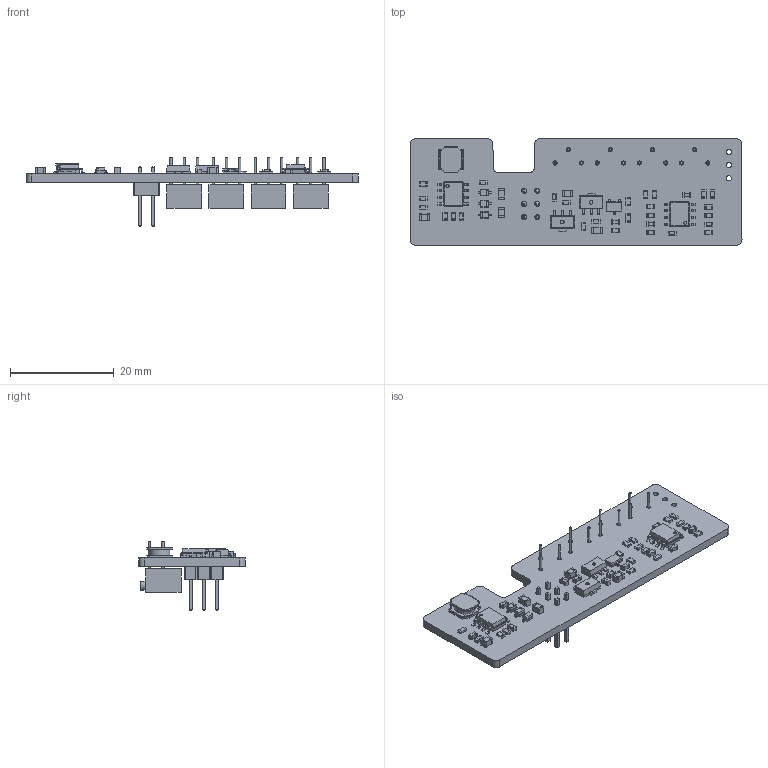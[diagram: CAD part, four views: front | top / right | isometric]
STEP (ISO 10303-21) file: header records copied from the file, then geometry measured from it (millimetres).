
FILE_DESCRIPTION(('KiCad electronic assembly'),'2;1');
FILE_NAME('ksoloti_gill_stalks_cv_expander_rev3.step', '2023-10-19T12:07:59',('Pcbnew'),('Kicad'), 'Open CASCADE STEP processor 7.6','KiCad to STEP converter','Unknown' );
FILE_SCHEMA(('AUTOMOTIVE_DESIGN { 1 0 10303 214 1 1 1 1 }'));
Length unit declared in the file: millimetre
Products named in the file (24): ksoloti_gill_stalks_cv_expander_rev3 1; C_0805_2012Metric; SOLID; R_0603_1608Metric; C_0603_1608Metric; D_SOD-323; SOIC-8-1EP_3.9x4.9mm_P1.27mm_EP2.35x2.35mm; SOT-89-3; SOIC-8_3.9x4.9mm_P1.27mm; L_5x5mm_h2mm; SOT-23W; Potentiometer_Bourns_3266P_Horizontal; PinHeader_2x03_P2.54mm_Vertical; ksoloti_gill_stalks_cv_expander_rev3 PCB
Assembly tree (60 placements, depth 3):
  ksoloti_gill_stalks_cv_expander_rev3 1
    C_0805_2012Metric  x5
      SOLID
    R_0603_1608Metric  x16
      SOLID
    C_0603_1608Metric  x13
      SOLID
    D_SOD-323  x3
      SOLID
    SOIC-8-1EP_3.9x4.9mm_P1.27mm_EP2.35x2.35mm
      SOLID
    SOT-89-3  x2
      SOLID
    SOIC-8_3.9x4.9mm_P1.27mm
      SOLID
    L_5x5mm_h2mm
      SOLID
    SOT-23W
      SOLID
    Potentiometer_Bourns_3266P_Horizontal  x4
      SOLID
    PinHeader_2x03_P2.54mm_Vertical
      SOLID
    ksoloti_gill_stalks_cv_expander_rev3 PCB
Bounding box: 64 x 20.5 x 13.42 mm (x, y, z)
Volume: 3124.9 mm3; surface area: 4759.2 mm2
Topology: 49 solids, 49 shells, 1955 faces, 4909 edges, 3126 vertices
Faces by surface type: plane 1238, cylinder 548, bspline 169
Full cylindrical faces by diameter (mm): 0.3 x6, 0.46 x12, 0.6 x2, 0.7 x2, 0.8 x12, 1 x9, 1.78 x4, 4 x1
Entity records: 63690 total; most frequent: CARTESIAN_POINT 13540, DIRECTION 7966, LINE 5433, VECTOR 5433, ORIENTED_EDGE 4388, PCURVE 4388, DEFINITIONAL_REPRESENTATION 4388, EDGE_CURVE 2194
